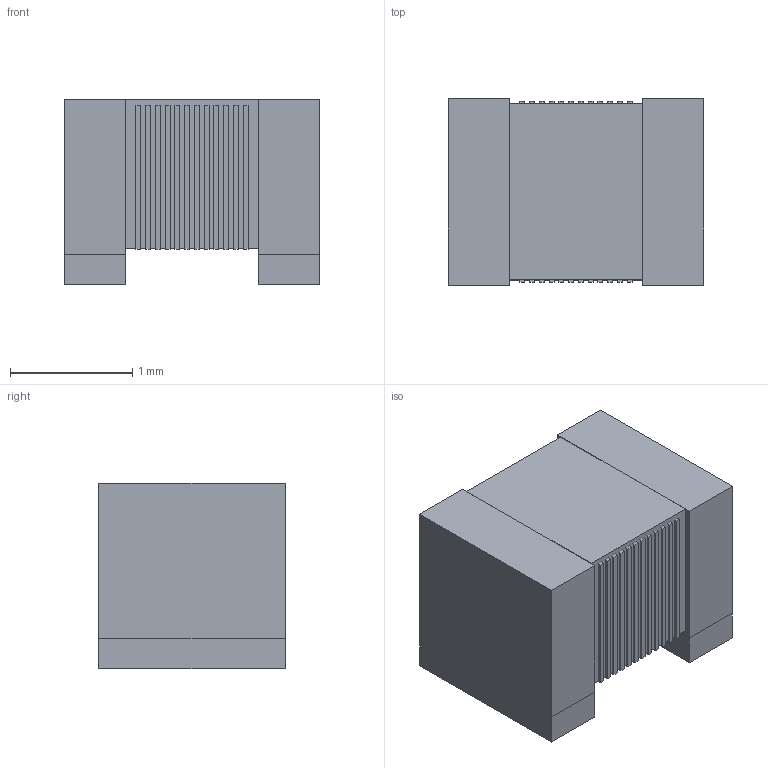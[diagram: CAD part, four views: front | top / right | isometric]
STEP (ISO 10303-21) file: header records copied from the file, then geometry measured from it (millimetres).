
FILE_DESCRIPTION(('FreeCAD Model'),'2;1');
FILE_NAME('208723.1.2.stp','2020-04-15T15:45:58',( 'Author'),(''),'Open CASCADE STEP processor 6.9','FreeCAD','Unknown' );
FILE_SCHEMA(('AUTOMOTIVE_DESIGN { 1 0 10303 214 1 1 1 1 }'));
Length unit declared in the file: millimetre
Products named in the file (18): ASSEMBLY; Rect1; Rect2; Rect3; Rect4; Rect5; Rect6; Rect7; Rect8; Rect9; Rect10; Rect11; Rect12; Rect13; Rect14; Rect15; Rect16; Rect17
Assembly tree (17 placements, depth 2):
  ASSEMBLY
    Rect1
    Rect2
    Rect3
    Rect4
    Rect5
    Rect6
    Rect7
    Rect8
    Rect9
    Rect10
    Rect11
    Rect12
    Rect13
    Rect14
    Rect15
    Rect16
    Rect17
Bounding box: 2.09 x 1.53 x 1.52 mm (x, y, z)
Surface area: 72.2 mm2
Topology: 17 solids, 17 shells, 102 faces, 204 edges, 136 vertices
Faces by surface type: plane 102
Entity records: 5697 total; most frequent: CARTESIAN_POINT 868, DIRECTION 852, LINE 612, VECTOR 612, ORIENTED_EDGE 408, PCURVE 408, DEFINITIONAL_REPRESENTATION 408, EDGE_CURVE 204
